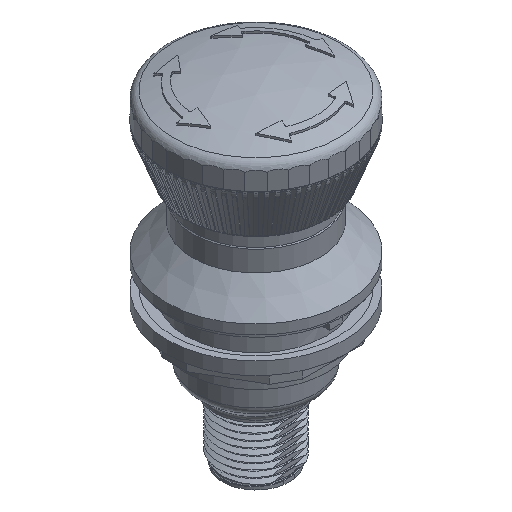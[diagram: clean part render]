
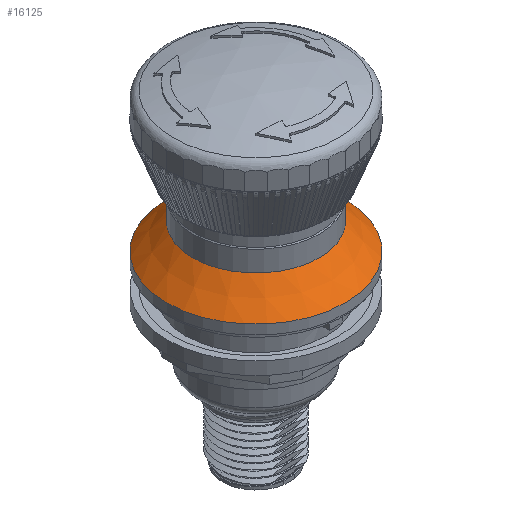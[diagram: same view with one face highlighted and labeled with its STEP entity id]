
A CAD part, isometric view. The second image highlights one B-rep face of the part: STEP entity #16125.
In plain terms, the highlighted conical face has half-angle 45 degrees and reference radius 11.963 mm.
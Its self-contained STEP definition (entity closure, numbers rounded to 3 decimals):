
#311=CONICAL_SURFACE('',#17295,11.962,0.785);
#1020=LINE('',#30636,#1769);
#1769=VECTOR('',#19930,11.962);
#3317=FACE_OUTER_BOUND('',#4311,.T.);
#4311=EDGE_LOOP('',(#11651,#11652,#11653,#11654,#11655,#11656));
#5204=CIRCLE('',#17293,9.925);
#5205=CIRCLE('',#17294,9.925);
#5206=CIRCLE('',#17296,14.);
#5207=CIRCLE('',#17297,14.);
#6383=VERTEX_POINT('',#30626);
#6384=VERTEX_POINT('',#30627);
#6385=VERTEX_POINT('',#30632);
#6386=VERTEX_POINT('',#30633);
#8300=EDGE_CURVE('',#6383,#6384,#5204,.T.);
#8301=EDGE_CURVE('',#6384,#6383,#5205,.T.);
#8303=EDGE_CURVE('',#6385,#6386,#5206,.T.);
#8304=EDGE_CURVE('',#6386,#6385,#5207,.T.);
#8305=EDGE_CURVE('',#6386,#6384,#1020,.T.);
#11651=ORIENTED_EDGE('',*,*,#8303,.F.);
#11652=ORIENTED_EDGE('',*,*,#8304,.F.);
#11653=ORIENTED_EDGE('',*,*,#8305,.T.);
#11654=ORIENTED_EDGE('',*,*,#8301,.T.);
#11655=ORIENTED_EDGE('',*,*,#8300,.T.);
#11656=ORIENTED_EDGE('',*,*,#8305,.F.);
#16125=ADVANCED_FACE('',(#3317),#311,.T.);
#17293=AXIS2_PLACEMENT_3D('',#30628,#19919,#19920);
#17294=AXIS2_PLACEMENT_3D('',#30629,#19921,#19922);
#17295=AXIS2_PLACEMENT_3D('',#30631,#19924,#19925);
#17296=AXIS2_PLACEMENT_3D('',#30634,#19926,#19927);
#17297=AXIS2_PLACEMENT_3D('',#30635,#19928,#19929);
#19919=DIRECTION('center_axis',(0.,0.,
-1.));
#19920=DIRECTION('ref_axis',(0.,1.,0.));
#19921=DIRECTION('center_axis',(0.,0.,
-1.));
#19922=DIRECTION('ref_axis',(0.,1.,0.));
#19924=DIRECTION('center_axis',(0.,0.,
-1.));
#19925=DIRECTION('ref_axis',(0.,1.,0.));
#19926=DIRECTION('center_axis',(0.,0.,
-1.));
#19927=DIRECTION('ref_axis',(0.,1.,0.));
#19928=DIRECTION('center_axis',(0.,0.,
-1.));
#19929=DIRECTION('ref_axis',(0.,1.,0.));
#19930=DIRECTION('',(0.,0.707,0.707));
#30626=CARTESIAN_POINT('',(0.,9.925,5.575));
#30627=CARTESIAN_POINT('',(0.,-9.925,5.575));
#30628=CARTESIAN_POINT('Origin',(0.,0.,
5.575));
#30629=CARTESIAN_POINT('Origin',(0.,0.,
5.575));
#30631=CARTESIAN_POINT('Origin',(0.,0.,
3.537));
#30632=CARTESIAN_POINT('',(0.,14.,1.5));
#30633=CARTESIAN_POINT('',(0.,-14.,1.5));
#30634=CARTESIAN_POINT('Origin',(0.,0.,
1.5));
#30635=CARTESIAN_POINT('Origin',(0.,0.,
1.5));
#30636=CARTESIAN_POINT('',(0.,-11.962,3.537));
